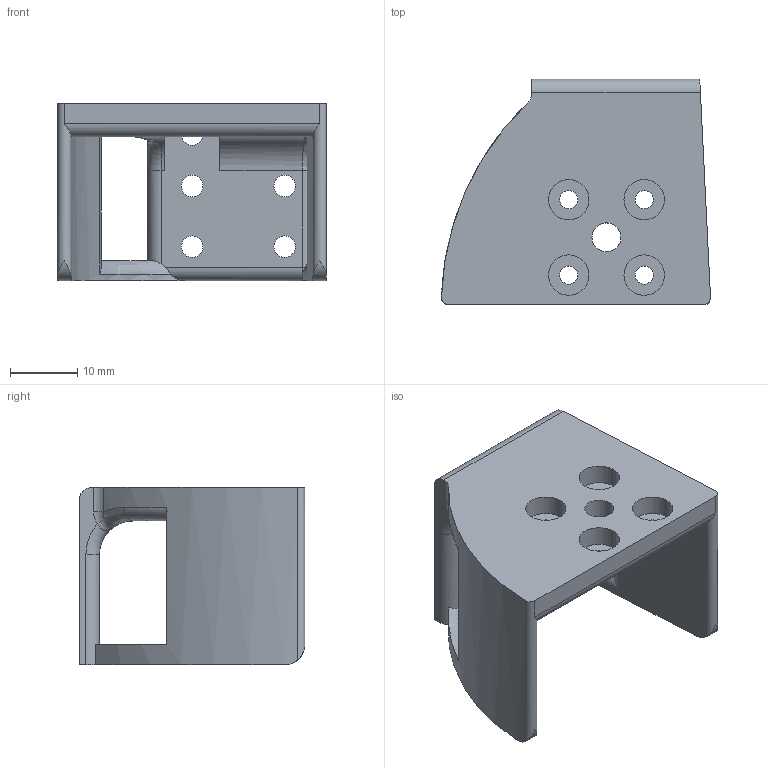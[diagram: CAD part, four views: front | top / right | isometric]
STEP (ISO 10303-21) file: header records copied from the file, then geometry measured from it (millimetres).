
FILE_DESCRIPTION(/* description */ (''),/* implementation_level */ '2;1');
FILE_NAME(/* name */ 'hotend rigid mount.step',/* time_stamp */ '2022-07-17T00:46:35+08:00',/* author */ (''),/* organization */ (''),/* preprocessor_version */ 'ST-DEVELOPER v19',/* originating_system */ 'Autodesk Translation Framework v11.7.0.108',/* authorisation */ '');
FILE_SCHEMA (('AUTOMOTIVE_DESIGN { 1 0 10303 214 3 1 1 }'));
Length unit declared in the file: millimetre
Products named in the file (1): rigid mount - Tank CF/ALU & Cube
Bounding box: 39.94 x 33.5 x 26.35 mm (x, y, z)
Volume: 8382.7 mm3; surface area: 6537.2 mm2
Topology: 1 solids, 1 shells, 57 faces, 154 edges, 99 vertices
Faces by surface type: cylinder 33, plane 16, bspline 4, torus 3, sphere 1
Full cylindrical faces by diameter (mm): 2.7 x4, 3.2 x5, 4.3 x1, 6 x4
Entity records: 2127 total; most frequent: CARTESIAN_POINT 618, ORIENTED_EDGE 306, DIRECTION 300, EDGE_CURVE 153, AXIS2_PLACEMENT_3D 117, VERTEX_POINT 99, EDGE_LOOP 82, LINE 66
